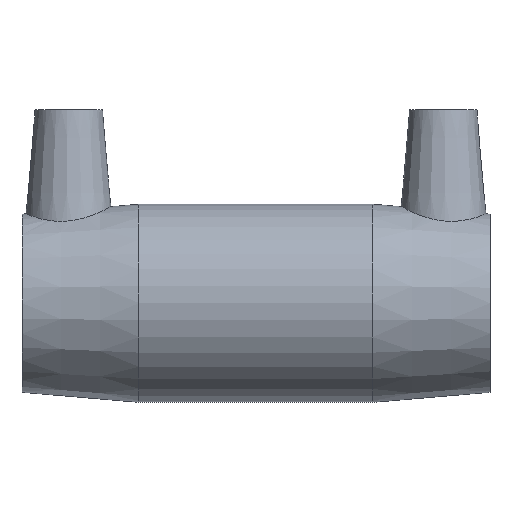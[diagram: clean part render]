
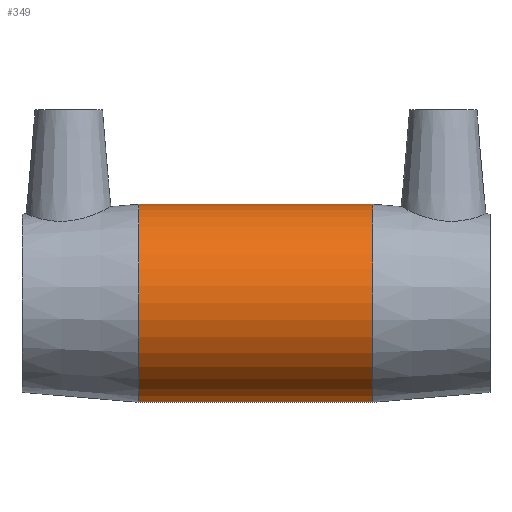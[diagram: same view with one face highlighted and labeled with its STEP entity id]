
A CAD part, top view. The second image highlights one B-rep face of the part: STEP entity #349.
In plain terms, the highlighted cylindrical face has radius 22 mm (diameter 44 mm), a full revolution.
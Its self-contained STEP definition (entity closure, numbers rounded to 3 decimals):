
#47=FACE_BOUND('',#155,.T.);
#48=FACE_BOUND('',#156,.T.);
#79=CIRCLE('',#395,22.);
#80=CIRCLE('',#396,22.);
#110=FACE_OUTER_BOUND('',#154,.T.);
#154=EDGE_LOOP('',(#286));
#155=EDGE_LOOP('',(#287));
#156=EDGE_LOOP('',(#288));
#191=B_SPLINE_CURVE_WITH_KNOTS('',3,(#605,#606,#607,#608,#609,#610,#611,
#612,#613,#614,#615,#616,#617,#618,#619,#620,#621,#622,#623,#624,#625,#626,
#627,#628,#629,#630,#631,#632,#633,#634,#635,#636,#637,#638,#639,#640,#641,
#642,#643,#644,#645,#646,#647,#648,#649,#650,#651,#652,#653,#654,#655,#656,
#657,#658,#659,#660,#661,#662),.UNSPECIFIED.,.T.,.F.,(4,2,2,2,2,2,2,2,2,
2,2,2,2,2,2,2,2,2,2,2,2,2,2,2,2,2,2,2,4),(0.,0.32,0.64,
1.281,1.595,1.91,2.224,2.539,
2.853,3.168,3.483,3.797,4.438,
4.758,5.078,5.398,5.718,6.359,
6.673,6.988,7.302,7.617,7.931,
8.246,8.56,8.875,9.515,9.836,
10.156),.UNSPECIFIED.);
#197=VERTEX_POINT('',#604);
#210=VERTEX_POINT('',#767);
#211=VERTEX_POINT('',#769);
#229=EDGE_CURVE('',#197,#197,#191,.T.);
#242=EDGE_CURVE('',#210,#210,#79,.T.);
#243=EDGE_CURVE('',#211,#211,#80,.T.);
#286=ORIENTED_EDGE('',*,*,#242,.F.);
#287=ORIENTED_EDGE('',*,*,#229,.T.);
#288=ORIENTED_EDGE('',*,*,#243,.T.);
#328=CYLINDRICAL_SURFACE('',#394,22.);
#349=ADVANCED_FACE('',(#110,#47,#48),#328,.T.);
#394=AXIS2_PLACEMENT_3D('',#766,#482,#483);
#395=AXIS2_PLACEMENT_3D('',#768,#484,#485);
#396=AXIS2_PLACEMENT_3D('',#770,#486,#487);
#482=DIRECTION('center_axis',(1.,0.,0.));
#483=DIRECTION('ref_axis',(0.,1.,0.));
#484=DIRECTION('center_axis',(1.,0.,0.));
#485=DIRECTION('ref_axis',(0.,0.,-1.));
#486=DIRECTION('center_axis',(1.,0.,0.));
#487=DIRECTION('ref_axis',(0.,0.,-1.));
#604=CARTESIAN_POINT('',(0.,-16.,-15.1));
#605=CARTESIAN_POINT('Ctrl Pts',(0.,-16.,-15.1));
#606=CARTESIAN_POINT('Ctrl Pts',(1.067,-16.,-15.1));
#607=CARTESIAN_POINT('Ctrl Pts',(2.143,-15.892,-15.216));
#608=CARTESIAN_POINT('Ctrl Pts',(4.242,-15.465,-15.651));
#609=CARTESIAN_POINT('Ctrl Pts',(5.266,-15.145,-15.966));
#610=CARTESIAN_POINT('Ctrl Pts',(8.183,-13.91,-17.08));
#611=CARTESIAN_POINT('Ctrl Pts',(9.924,-12.703,-18.035));
#612=CARTESIAN_POINT('Ctrl Pts',(11.996,-10.631,-19.277));
#613=CARTESIAN_POINT('Ctrl Pts',(12.646,-9.856,-19.691));
#614=CARTESIAN_POINT('Ctrl Pts',(13.806,-8.152,-20.455));
#615=CARTESIAN_POINT('Ctrl Pts',(14.317,-7.223,-20.806));
#616=CARTESIAN_POINT('Ctrl Pts',(15.148,-5.261,-21.386));
#617=CARTESIAN_POINT('Ctrl Pts',(15.469,-4.226,-21.616));
#618=CARTESIAN_POINT('Ctrl Pts',(15.895,-2.12,-21.923));
#619=CARTESIAN_POINT('Ctrl Pts',(16.,-1.048,-22.));
#620=CARTESIAN_POINT('Ctrl Pts',(16.,1.048,-22.));
#621=CARTESIAN_POINT('Ctrl Pts',(15.895,2.12,-21.923));
#622=CARTESIAN_POINT('Ctrl Pts',(15.469,4.226,-21.616));
#623=CARTESIAN_POINT('Ctrl Pts',(15.148,5.261,-21.386));
#624=CARTESIAN_POINT('Ctrl Pts',(14.317,7.223,-20.806));
#625=CARTESIAN_POINT('Ctrl Pts',(13.806,8.152,-20.455));
#626=CARTESIAN_POINT('Ctrl Pts',(12.646,9.856,-19.691));
#627=CARTESIAN_POINT('Ctrl Pts',(11.996,10.631,-19.277));
#628=CARTESIAN_POINT('Ctrl Pts',(9.924,12.703,-18.035));
#629=CARTESIAN_POINT('Ctrl Pts',(8.183,13.91,-17.08));
#630=CARTESIAN_POINT('Ctrl Pts',(5.266,15.145,-15.966));
#631=CARTESIAN_POINT('Ctrl Pts',(4.242,15.465,-15.651));
#632=CARTESIAN_POINT('Ctrl Pts',(2.143,15.892,-15.216));
#633=CARTESIAN_POINT('Ctrl Pts',(1.067,16.,-15.1));
#634=CARTESIAN_POINT('Ctrl Pts',(-1.067,16.,-15.1));
#635=CARTESIAN_POINT('Ctrl Pts',(-2.143,15.892,-15.216));
#636=CARTESIAN_POINT('Ctrl Pts',(-4.242,15.465,-15.651));
#637=CARTESIAN_POINT('Ctrl Pts',(-5.266,15.145,-15.966));
#638=CARTESIAN_POINT('Ctrl Pts',(-8.183,13.91,-17.08));
#639=CARTESIAN_POINT('Ctrl Pts',(-9.924,12.703,-18.035));
#640=CARTESIAN_POINT('Ctrl Pts',(-11.996,10.631,-19.277));
#641=CARTESIAN_POINT('Ctrl Pts',(-12.646,9.856,-19.691));
#642=CARTESIAN_POINT('Ctrl Pts',(-13.806,8.152,-20.455));
#643=CARTESIAN_POINT('Ctrl Pts',(-14.317,7.223,-20.806));
#644=CARTESIAN_POINT('Ctrl Pts',(-15.148,5.261,-21.386));
#645=CARTESIAN_POINT('Ctrl Pts',(-15.469,4.226,-21.616));
#646=CARTESIAN_POINT('Ctrl Pts',(-15.895,2.12,-21.923));
#647=CARTESIAN_POINT('Ctrl Pts',(-16.,1.048,-22.));
#648=CARTESIAN_POINT('Ctrl Pts',(-16.,-1.048,-22.));
#649=CARTESIAN_POINT('Ctrl Pts',(-15.895,-2.12,-21.923));
#650=CARTESIAN_POINT('Ctrl Pts',(-15.469,-4.226,-21.616));
#651=CARTESIAN_POINT('Ctrl Pts',(-15.148,-5.261,-21.386));
#652=CARTESIAN_POINT('Ctrl Pts',(-14.317,-7.223,-20.806));
#653=CARTESIAN_POINT('Ctrl Pts',(-13.806,-8.152,-20.455));
#654=CARTESIAN_POINT('Ctrl Pts',(-12.646,-9.856,-19.691));
#655=CARTESIAN_POINT('Ctrl Pts',(-11.996,-10.631,-19.277));
#656=CARTESIAN_POINT('Ctrl Pts',(-9.924,-12.703,-18.035));
#657=CARTESIAN_POINT('Ctrl Pts',(-8.183,-13.91,-17.08));
#658=CARTESIAN_POINT('Ctrl Pts',(-5.266,-15.145,-15.966));
#659=CARTESIAN_POINT('Ctrl Pts',(-4.242,-15.465,-15.651));
#660=CARTESIAN_POINT('Ctrl Pts',(-2.143,-15.892,-15.216));
#661=CARTESIAN_POINT('Ctrl Pts',(-1.067,-16.,-15.1));
#662=CARTESIAN_POINT('Ctrl Pts',(0.,-16.,-15.1));
#766=CARTESIAN_POINT('Origin',(0.,0.,0.));
#767=CARTESIAN_POINT('',(26.,22.,0.));
#768=CARTESIAN_POINT('Origin',(26.,0.,0.));
#769=CARTESIAN_POINT('',(-26.,22.,0.));
#770=CARTESIAN_POINT('Origin',(-26.,0.,0.));
